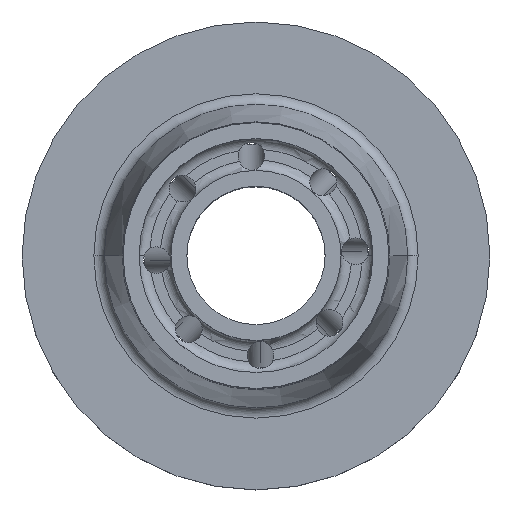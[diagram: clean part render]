
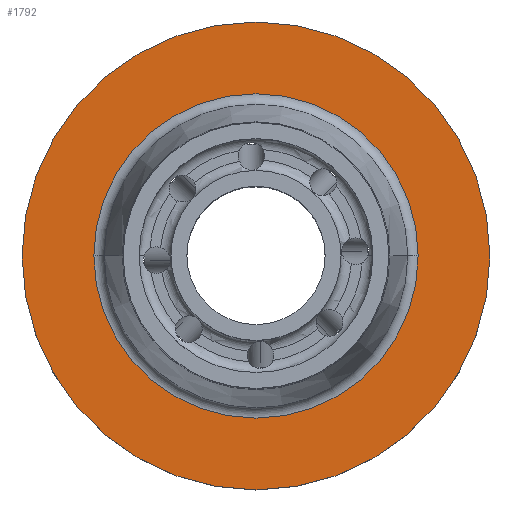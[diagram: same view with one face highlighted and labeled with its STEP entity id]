
A CAD part, top view. The second image highlights one B-rep face of the part: STEP entity #1792.
In plain terms, the highlighted planar face has unit normal (0, 0, 1).
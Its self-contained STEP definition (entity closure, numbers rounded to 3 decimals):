
#276 = DIRECTION ( 'NONE',  ( 0., 0., 1. ) ) ;
#301 = FACE_BOUND ( 'NONE', #1119, .T. ) ;
#330 = DIRECTION ( 'NONE',  ( 1., 0., 0. ) ) ;
#363 = VERTEX_POINT ( 'NONE', #1205 ) ;
#481 = DIRECTION ( 'NONE',  ( 1., 0., 0. ) ) ;
#555 = DIRECTION ( 'NONE',  ( 0., 0., 1. ) ) ;
#558 = EDGE_CURVE ( 'NONE', #2200, #3474, #1255, .T. ) ;
#569 = FACE_OUTER_BOUND ( 'NONE', #1220, .T. ) ;
#618 = CIRCLE ( 'NONE', #2996, 30.5 ) ;
#708 = CARTESIAN_POINT ( 'NONE',  ( 0., 0., 12. ) ) ;
#769 = DIRECTION ( 'NONE',  ( 1., 0., 0. ) ) ;
#893 = AXIS2_PLACEMENT_3D ( 'NONE', #708, #555, #481 ) ;
#945 = ORIENTED_EDGE ( 'NONE', *, *, #1021, .F. ) ;
#972 = CARTESIAN_POINT ( 'NONE',  ( -30.5, 0., 12. ) ) ;
#1021 = EDGE_CURVE ( 'NONE', #363, #3562, #618, .T. ) ;
#1119 = EDGE_LOOP ( 'NONE', ( #945, #1329 ) ) ;
#1205 = CARTESIAN_POINT ( 'NONE',  ( 30.5, 0., 12. ) ) ;
#1220 = EDGE_LOOP ( 'NONE', ( #2999, #1598 ) ) ;
#1226 = CARTESIAN_POINT ( 'NONE',  ( -44., 0., 12. ) ) ;
#1255 = CIRCLE ( 'NONE', #893, 44. ) ;
#1311 = EDGE_CURVE ( 'NONE', #3474, #2200, #1494, .T. ) ;
#1329 = ORIENTED_EDGE ( 'NONE', *, *, #2903, .F. ) ;
#1356 = CIRCLE ( 'NONE', #2843, 30.5 ) ;
#1494 = CIRCLE ( 'NONE', #2339, 44. ) ;
#1548 = CARTESIAN_POINT ( 'NONE',  ( 0., 0., 12. ) ) ;
#1583 = CARTESIAN_POINT ( 'NONE',  ( 0., 0., 12. ) ) ;
#1596 = DIRECTION ( 'NONE',  ( 0., 0., 1. ) ) ;
#1598 = ORIENTED_EDGE ( 'NONE', *, *, #558, .T. ) ;
#1751 = AXIS2_PLACEMENT_3D ( 'NONE', #3386, #3369, #3314 ) ;
#1792 = ADVANCED_FACE ( 'NONE', ( #301, #569 ), #3418, .F. ) ;
#1820 = DIRECTION ( 'NONE',  ( 1., 0., 0. ) ) ;
#1844 = CARTESIAN_POINT ( 'NONE',  ( 44., 0., 12. ) ) ;
#1955 = CARTESIAN_POINT ( 'NONE',  ( 0., 0., 12. ) ) ;
#2200 = VERTEX_POINT ( 'NONE', #1226 ) ;
#2339 = AXIS2_PLACEMENT_3D ( 'NONE', #1583, #1596, #769 ) ;
#2843 = AXIS2_PLACEMENT_3D ( 'NONE', #1548, #3425, #1820 ) ;
#2903 = EDGE_CURVE ( 'NONE', #3562, #363, #1356, .T. ) ;
#2996 = AXIS2_PLACEMENT_3D ( 'NONE', #1955, #276, #330 ) ;
#2999 = ORIENTED_EDGE ( 'NONE', *, *, #1311, .T. ) ;
#3314 = DIRECTION ( 'NONE',  ( -1., 0., 0. ) ) ;
#3369 = DIRECTION ( 'NONE',  ( 0., 0., -1. ) ) ;
#3386 = CARTESIAN_POINT ( 'NONE',  ( 0., 30.5, 12. ) ) ;
#3418 = PLANE ( 'NONE',  #1751 ) ;
#3425 = DIRECTION ( 'NONE',  ( 0., 0., 1. ) ) ;
#3474 = VERTEX_POINT ( 'NONE', #1844 ) ;
#3562 = VERTEX_POINT ( 'NONE', #972 ) ;
